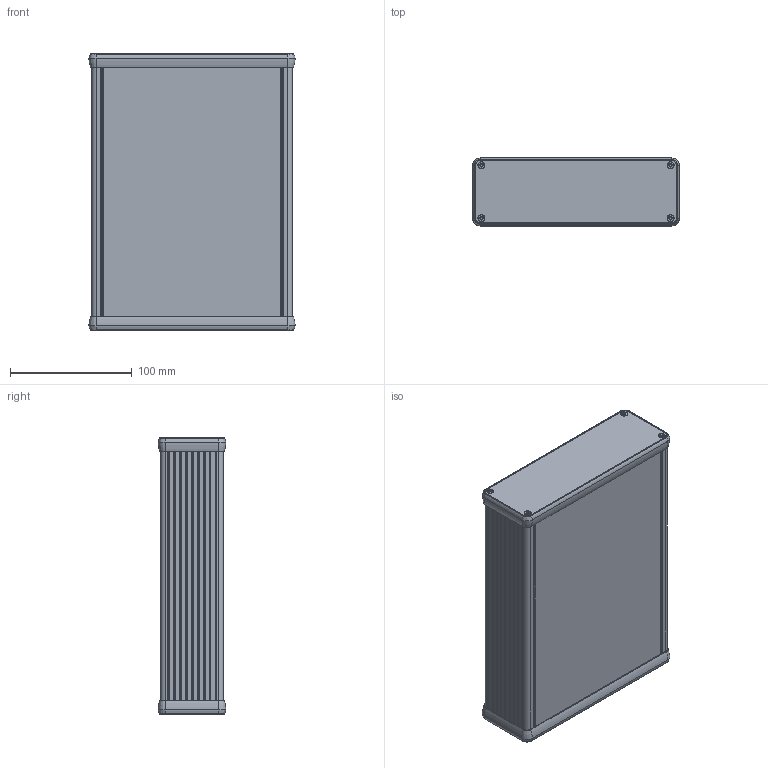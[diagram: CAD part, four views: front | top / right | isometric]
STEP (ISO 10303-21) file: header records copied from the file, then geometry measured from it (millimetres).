
FILE_DESCRIPTION(/* description */ (''),/* implementation_level */ '2;1');
FILE_NAME(/* name */ '1455T2201.stp',/* time_stamp */ '2022-09-27T10:15:53-04:00',/* author */ ('avernon'),/* organization */ (''),/* preprocessor_version */ 'ST-DEVELOPER v19',/* originating_system */ 'Autodesk Inventor 2023',/* authorisation */ '');
FILE_SCHEMA (('AUTOMOTIVE_DESIGN { 1 0 10303 214 3 1 1 }'));
Length unit declared in the file: millimetre
Products named in the file (6): 1455T2201; T extrusion 220mm; T Extrusion Cap 220mm; T Bezel Open; T End Plate; 1455 screw
Assembly tree (14 placements, depth 2):
  1455T2201
    T extrusion 220mm
    T Extrusion Cap 220mm
    T Bezel Open  x2
    T End Plate  x2
    1455 screw  x8
Bounding box: 169.5 x 55.63 x 227 mm (x, y, z)
Volume: 283609 mm3; surface area: 282811 mm2
Topology: 14 solids, 14 shells, 782 faces, 2138 edges, 1396 vertices
Faces by surface type: cylinder 364, plane 314, cone 64, torus 24, bspline 16
Full cylindrical faces by diameter (mm): 3.5 x16, 4.191 x8
Entity records: 18000 total; most frequent: DIRECTION 3255, CARTESIAN_POINT 3161, ORIENTED_EDGE 3044, EDGE_CURVE 1522, AXIS2_PLACEMENT_3D 1195, VERTEX_POINT 1001, LINE 865, VECTOR 865
